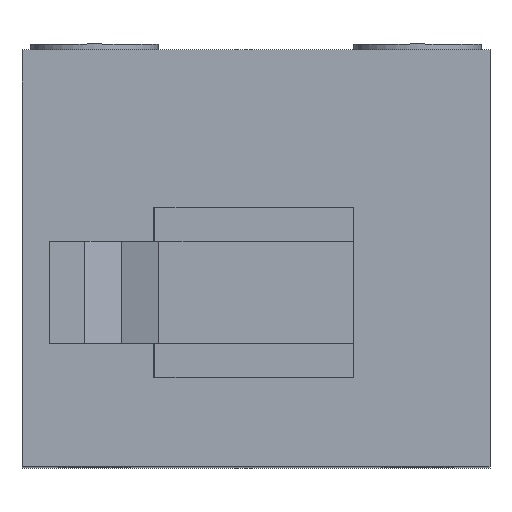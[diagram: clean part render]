
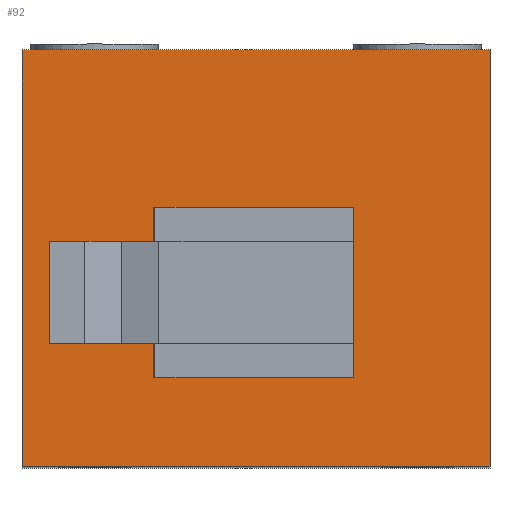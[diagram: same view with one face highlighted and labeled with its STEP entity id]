
A CAD part, top view. The second image highlights one B-rep face of the part: STEP entity #92.
In plain terms, the highlighted planar face has unit normal (0, 0, 1).
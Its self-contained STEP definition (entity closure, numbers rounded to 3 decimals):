
#92=ADVANCED_FACE('',(#199,#200),#201,.T.);
#199=FACE_BOUND('',#313,.T.);
#200=FACE_OUTER_BOUND('',#314,.T.);
#201=PLANE('',#315);
#313=EDGE_LOOP('',(#508,#509,#510,#511,#512,#513,#514,#515));
#314=EDGE_LOOP('',(#516,#517,#518,#519));
#315=AXIS2_PLACEMENT_3D('',#520,#521,#522);
#508=ORIENTED_EDGE('',*,*,#690,.T.);
#509=ORIENTED_EDGE('',*,*,#732,.T.);
#510=ORIENTED_EDGE('',*,*,#680,.T.);
#511=ORIENTED_EDGE('',*,*,#733,.F.);
#512=ORIENTED_EDGE('',*,*,#734,.F.);
#513=ORIENTED_EDGE('',*,*,#735,.T.);
#514=ORIENTED_EDGE('',*,*,#687,.T.);
#515=ORIENTED_EDGE('',*,*,#736,.T.);
#516=ORIENTED_EDGE('',*,*,#737,.F.);
#517=ORIENTED_EDGE('',*,*,#671,.T.);
#518=ORIENTED_EDGE('',*,*,#729,.T.);
#519=ORIENTED_EDGE('',*,*,#725,.T.);
#520=CARTESIAN_POINT('',(46.5,-8.75,38.0));
#521=DIRECTION('',(0.0,0.0,1.0));
#522=DIRECTION('',(0.0,-1.0,0.0));
#671=EDGE_CURVE('',#795,#792,#796,.T.);
#680=EDGE_CURVE('',#812,#809,#813,.T.);
#687=EDGE_CURVE('',#818,#823,#825,.T.);
#690=EDGE_CURVE('',#830,#827,#831,.T.);
#725=EDGE_CURVE('',#877,#881,#883,.T.);
#729=EDGE_CURVE('',#792,#877,#887,.T.);
#732=EDGE_CURVE('',#827,#812,#890,.T.);
#733=EDGE_CURVE('',#891,#809,#892,.T.);
#734=EDGE_CURVE('',#893,#891,#894,.T.);
#735=EDGE_CURVE('',#893,#818,#895,.T.);
#736=EDGE_CURVE('',#823,#830,#896,.T.);
#737=EDGE_CURVE('',#795,#881,#897,.T.);
#792=VERTEX_POINT('',#970);
#795=VERTEX_POINT('',#974);
#796=LINE('',#975,#976);
#809=VERTEX_POINT('',#991);
#812=VERTEX_POINT('',#995);
#813=LINE('',#996,#997);
#818=VERTEX_POINT('',#1004);
#823=VERTEX_POINT('',#1011);
#825=LINE('',#1014,#1015);
#827=VERTEX_POINT('',#1017);
#830=VERTEX_POINT('',#1021);
#831=LINE('',#1022,#1023);
#877=VERTEX_POINT('',#1079);
#881=VERTEX_POINT('',#1085);
#883=LINE('',#1088,#1089);
#887=LINE('',#1093,#1094);
#890=LINE('',#1098,#1099);
#891=VERTEX_POINT('',#1100);
#892=LINE('',#1101,#1102);
#893=VERTEX_POINT('',#1103);
#894=LINE('',#1104,#1105);
#895=LINE('',#1106,#1107);
#896=LINE('',#1108,#1109);
#897=LINE('',#1110,#1111);
#970=CARTESIAN_POINT('',(46.5,-49.75,38.0));
#974=CARTESIAN_POINT('',(-8.5,-49.75,38.0));
#975=CARTESIAN_POINT('',(-8.5,-49.75,38.0));
#976=VECTOR('',#1203,1000.0);
#991=CARTESIAN_POINT('',(6.957,-19.25,38.0));
#995=CARTESIAN_POINT('',(6.957,-23.25,38.0));
#996=CARTESIAN_POINT('',(6.957,-8.75,38.0));
#997=VECTOR('',#1219,1000.0);
#1004=CARTESIAN_POINT('',(6.957,-39.25,38.0));
#1011=CARTESIAN_POINT('',(6.957,-35.25,38.0));
#1014=CARTESIAN_POINT('',(6.957,-8.75,38.0));
#1015=VECTOR('',#1225,1000.0);
#1017=CARTESIAN_POINT('',(-4.8,-23.25,38.0));
#1021=CARTESIAN_POINT('',(-4.8,-35.25,38.0));
#1022=CARTESIAN_POINT('',(-4.8,-8.75,38.0));
#1023=VECTOR('',#1227,1000.0);
#1079=CARTESIAN_POINT('',(46.5,-0.75,38.0));
#1085=CARTESIAN_POINT('',(-8.5,-0.75,38.0));
#1088=CARTESIAN_POINT('',(46.5,-0.75,38.0));
#1089=VECTOR('',#1277,1000.0);
#1093=CARTESIAN_POINT('',(46.5,-8.75,38.0));
#1094=VECTOR('',#1278,1000.0);
#1098=CARTESIAN_POINT('',(-8.5,-23.25,38.0));
#1099=VECTOR('',#1280,1000.0);
#1100=CARTESIAN_POINT('',(30.5,-19.25,38.0));
#1101=CARTESIAN_POINT('',(32.552,-19.25,38.0));
#1102=VECTOR('',#1281,1.0);
#1103=CARTESIAN_POINT('',(30.5,-39.25,38.0));
#1104=CARTESIAN_POINT('',(30.5,-14.0,38.0));
#1105=VECTOR('',#1282,1.0);
#1106=CARTESIAN_POINT('',(-8.5,-39.25,38.0));
#1107=VECTOR('',#1283,1000.0);
#1108=CARTESIAN_POINT('',(-8.5,-35.25,38.0));
#1109=VECTOR('',#1284,1000.0);
#1110=CARTESIAN_POINT('',(-8.5,-8.75,38.0));
#1111=VECTOR('',#1285,1000.0);
#1203=DIRECTION('',(1.0,0.,0.));
#1219=DIRECTION('',(0.0,1.0,0.));
#1225=DIRECTION('',(0.0,1.0,0.));
#1227=DIRECTION('',(0.0,1.0,0.));
#1277=DIRECTION('',(-1.0,0.0,0.0));
#1278=DIRECTION('',(0.0,1.0,0.0));
#1280=DIRECTION('',(1.0,0.,0.));
#1281=DIRECTION('',(-1.0,0.0,0.0));
#1282=DIRECTION('',(0.0,1.0,0.0));
#1283=DIRECTION('',(-1.0,0.,0.));
#1284=DIRECTION('',(-1.0,0.,0.));
#1285=DIRECTION('',(0.0,1.0,0.0));
